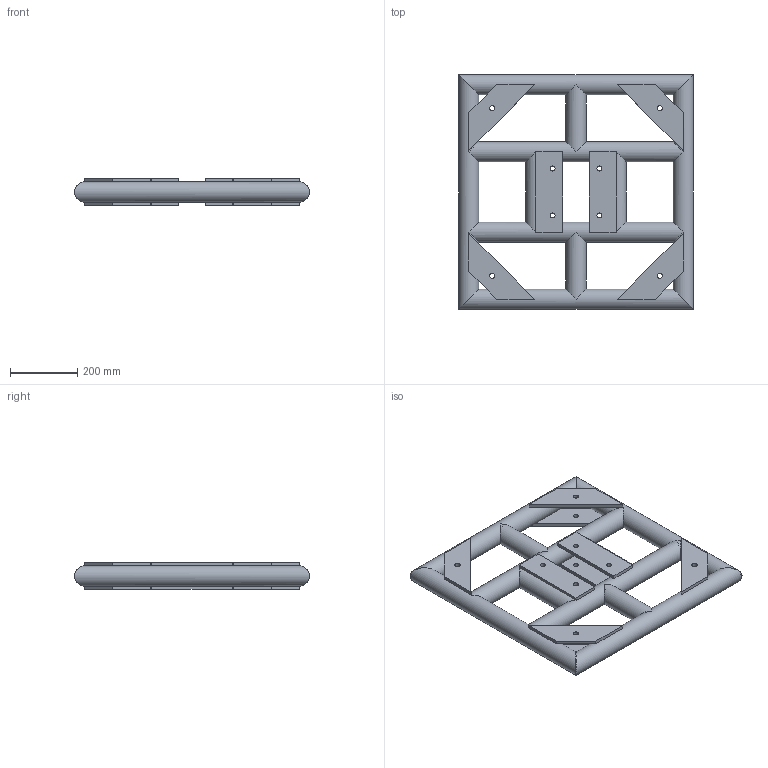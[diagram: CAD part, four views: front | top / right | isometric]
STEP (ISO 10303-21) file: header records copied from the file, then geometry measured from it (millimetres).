
FILE_DESCRIPTION(/* description */ (''),/* implementation_level */ '2;1');
FILE_NAME(/* name */ 'Base 700x700.stp',/* time_stamp */ '2017-07-14T14:30:24-03:00',/* author */ ('Kledson'),/* organization */ (''),/* preprocessor_version */ 'ST-DEVELOPER v16.5',/* originating_system */ 'Autodesk Inventor 2017',/* authorisation */ '');
FILE_SCHEMA (('AUTOMOTIVE_DESIGN { 1 0 10303 214 3 1 1 }'));
Length unit declared in the file: millimetre
Products named in the file (25): Base 700x700.ipt; Frame0001; Skeleton0001; ISO 4019 - 60.3x3.0 - 200; ISO 4019 - 60.3x3.0 - 200_1; ISO 4019 - 60.3x3.0 - 239,7; ISO 4019 - 60.3x3.0 - 239,7_1; ISO 4019 - 60.3x3.0 - 639,7; ISO 4019 - 60.3x3.0 - 639,7_1; ISO 4019 - 60.3x3.0 - 700; ISO 4019 - 60.3x3.0 - 700_1; ISO 4019 - 60.3x3.0 - 700_2; ISO 4019 - 60.3x3.0 - 700_3; ISO 1035/3 - 80 x 10 - 277,99; ISO 1035/3 - 80 x 10 - 277,99_1; ISO 1035/3 - 80 x 10 - 239,7; ISO 1035/3 - 80 x 10 - 239,7_1; ISO 1035/3 - 80 x 10 - 239,7_2; ISO 1035/3 - 80 x 10 - 277,99_2; ISO 1035/3 - 80 x 10 - 277,99_3; ISO 1035/3 - 80 x 10 - 277,99_4; ISO 1035/3 - 80 x 10 - 277,99_5; ISO 1035/3 - 80 x 10 - 277,99_6; ISO 1035/3 - 80 x 10 - 277,99_7; ISO 1035/3 - 80 x 10 - 239,7_3
Assembly tree (24 placements, depth 3):
  Base 700x700.ipt
    Frame0001
      Skeleton0001
      ISO 4019 - 60.3x3.0 - 200
      ISO 4019 - 60.3x3.0 - 200_1
      ISO 4019 - 60.3x3.0 - 239,7
      ISO 4019 - 60.3x3.0 - 239,7_1
      ISO 4019 - 60.3x3.0 - 639,7
      ISO 4019 - 60.3x3.0 - 639,7_1
      ISO 4019 - 60.3x3.0 - 700
      ISO 4019 - 60.3x3.0 - 700_1
      ISO 4019 - 60.3x3.0 - 700_2
      ISO 4019 - 60.3x3.0 - 700_3
      ISO 1035/3 - 80 x 10 - 277,99
      ISO 1035/3 - 80 x 10 - 277,99_1
      ISO 1035/3 - 80 x 10 - 239,7
      ISO 1035/3 - 80 x 10 - 239,7_1
      ISO 1035/3 - 80 x 10 - 239,7_2
      ISO 1035/3 - 80 x 10 - 277,99_2
      ISO 1035/3 - 80 x 10 - 277,99_3
      ISO 1035/3 - 80 x 10 - 277,99_4
      ISO 1035/3 - 80 x 10 - 277,99_5
      ISO 1035/3 - 80 x 10 - 277,99_6
      ISO 1035/3 - 80 x 10 - 277,99_7
      ISO 1035/3 - 80 x 10 - 239,7_3
Bounding box: 700 x 700 x 80.3 mm (x, y, z)
Volume: 4417175 mm3; surface area: 2110365.3 mm2
Topology: 22 solids, 22 shells, 128 faces, 276 edges, 192 vertices
Faces by surface type: plane 80, cylinder 48
Full cylindrical faces by diameter (mm): 15 x16, 54.3 x10, 60.3 x10
Entity records: 4747 total; most frequent: CARTESIAN_POINT 1365, DIRECTION 642, ORIENTED_EDGE 456, AXIS2_PLACEMENT_3D 249, EDGE_CURVE 228, EDGE_LOOP 216, VERTEX_POINT 180, LINE 144
